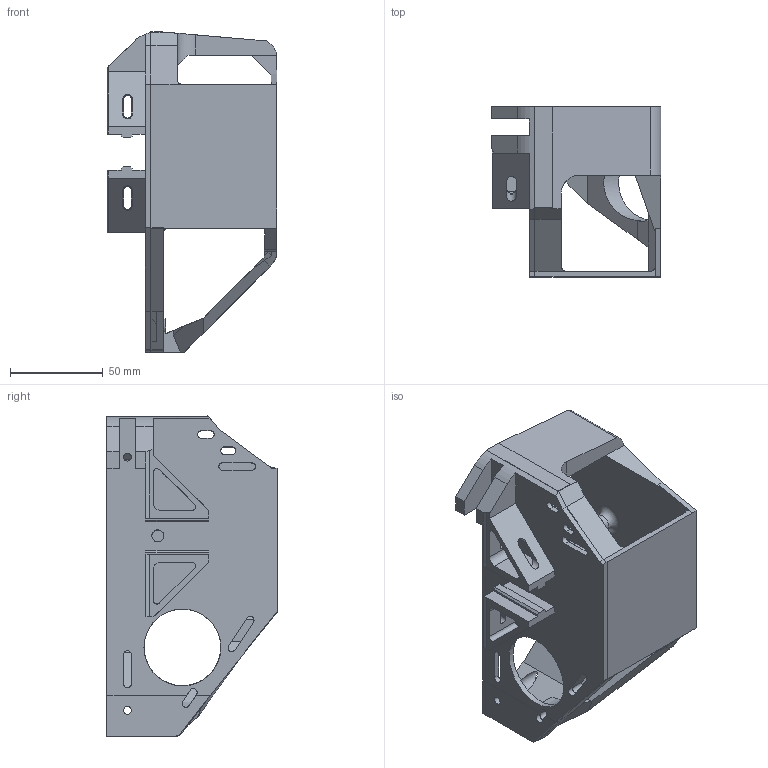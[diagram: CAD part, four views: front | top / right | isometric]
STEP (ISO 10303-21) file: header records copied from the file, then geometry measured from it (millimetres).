
FILE_DESCRIPTION(/* description */ (''),/* implementation_level */ '2;1');
FILE_NAME(/* name */ '',/* time_stamp */ '2024-11-03T22:01:20+03:00',/* author */ ('GameHD'),/* organization */ (''),/* preprocessor_version */ 'ST-DEVELOPER v20',/* originating_system */ 'Autodesk Inventor 2025',/* authorisation */ '');
FILE_SCHEMA (('AUTOMOTIVE_DESIGN { 1 0 10303 214 3 1 1 }'));
Length unit declared in the file: millimetre
Products named in the file (3): СОВЕРШЕНСТВО; репление колёс 
СОВЕРШЕННОЕ ТОЛСТАЯ; репление колёс 
СОВЕРШЕННОЕ ТОНКАЯ
Assembly tree (2 placements, depth 2):
  СОВЕРШЕНСТВО
    репление колёс 
СОВЕРШЕННОЕ ТОЛСТАЯ
    репление колёс 
СОВЕРШЕННОЕ ТОНКАЯ
Bounding box: 91.67 x 91.84 x 172.73 mm (x, y, z)
Volume: 188884.3 mm3; surface area: 97888.4 mm2
Topology: 4 solids, 4 shells, 277 faces, 821 edges, 599 vertices
Faces by surface type: plane 202, cylinder 72, bspline 2, torus 1
Full cylindrical faces by diameter (mm): 4.2 x5, 6.5 x2, 8 x1, 9 x1, 41.5 x1
Entity records: 9528 total; most frequent: CARTESIAN_POINT 1824, ORIENTED_EDGE 1570, DIRECTION 1533, EDGE_CURVE 785, LINE 611, VECTOR 611, VERTEX_POINT 518, AXIS2_PLACEMENT_3D 461
